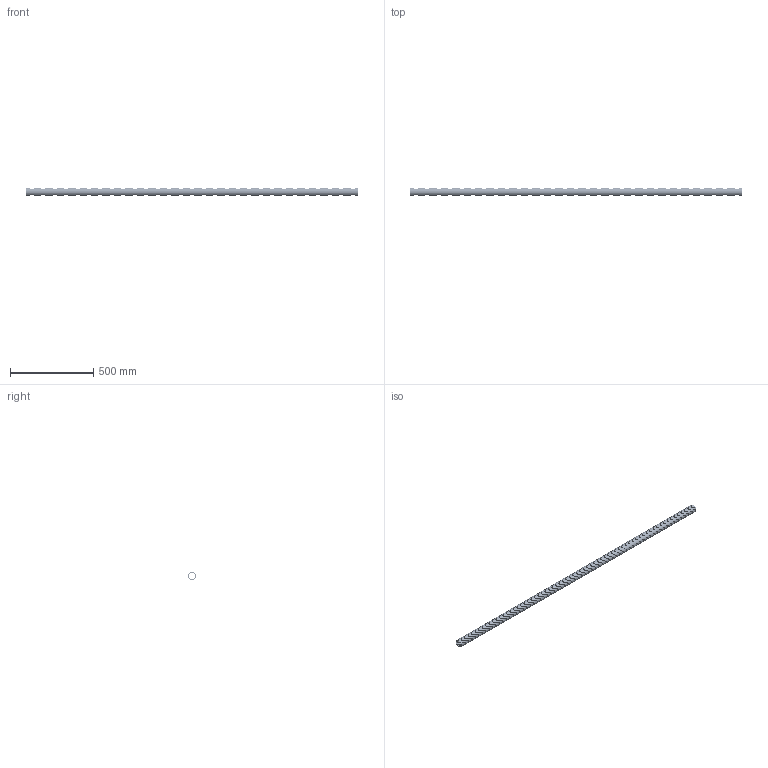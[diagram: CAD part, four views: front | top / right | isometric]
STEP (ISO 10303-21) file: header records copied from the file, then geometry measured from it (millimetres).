
FILE_DESCRIPTION (( 'STEP AP214' ), '1' );
FILE_NAME ('Ãîôðà d50.STEP', '2016-05-25T12:17:16', ( '' ), ( '' ), 'SwSTEP 2.0', 'SolidWorks 2014', '' );
FILE_SCHEMA (( 'AUTOMOTIVE_DESIGN' ));
Length unit declared in the file: millimetre
Products named in the file (1): Ãîôðà d50
Bounding box: 2000 x 50 x 50 mm (x, y, z)
Volume: 397826.8 mm3; surface area: 1326242.4 mm2
Topology: 1 solids, 1 shells, 3642 faces, 7284 edges, 4856 vertices
Faces by surface type: cylinder 2428, plane 1214
Entity records: 97162 total; most frequent: DIRECTION 19426, CARTESIAN_POINT 15783, ORIENTED_EDGE 14568, AXIS2_PLACEMENT_3D 8499, EDGE_CURVE 7284, VERTEX_POINT 4856, CIRCLE 4856, EDGE_LOOP 4856
